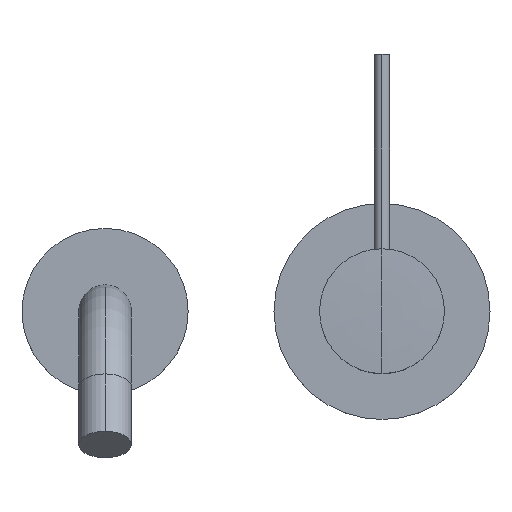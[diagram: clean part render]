
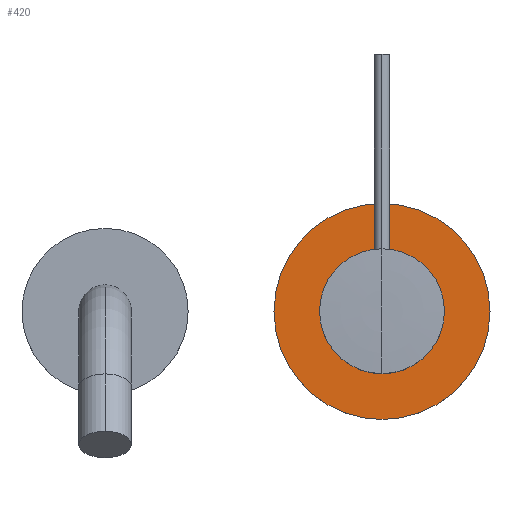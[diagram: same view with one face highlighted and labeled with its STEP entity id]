
A CAD part, top view. The second image highlights one B-rep face of the part: STEP entity #420.
In plain terms, the highlighted face is planar.
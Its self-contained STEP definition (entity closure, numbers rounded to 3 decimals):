
#144 = CARTESIAN_POINT ( 'NONE',  ( -39., 9., 0. ) ) ;
#174 = AXIS2_PLACEMENT_3D ( 'NONE', #144, #1317, #624 ) ;
#209 = AXIS2_PLACEMENT_3D ( 'NONE', #827, #594, #1314 ) ;
#420 = ADVANCED_FACE ( 'NONE', ( #1212 ), #991, .F. ) ;
#459 = ORIENTED_EDGE ( 'NONE', *, *, #1446, .F. ) ;
#525 = CIRCLE ( 'NONE', #209, 39. ) ;
#546 = DIRECTION ( 'NONE',  ( 0., 0., -1. ) ) ;
#594 = DIRECTION ( 'NONE',  ( 0., -1., 0. ) ) ;
#624 = DIRECTION ( 'NONE',  ( 0., 0., -1. ) ) ;
#716 = EDGE_CURVE ( 'NONE', #1209, #826, #525, .T. ) ;
#826 = VERTEX_POINT ( 'NONE', #983 ) ;
#827 = CARTESIAN_POINT ( 'NONE',  ( 0., 9., 0. ) ) ;
#929 = CARTESIAN_POINT ( 'NONE',  ( 0., 9., 0. ) ) ;
#942 = CIRCLE ( 'NONE', #1063, 39. ) ;
#983 = CARTESIAN_POINT ( 'NONE',  ( 0., 9., -39. ) ) ;
#991 = PLANE ( 'NONE',  #174 ) ;
#1063 = AXIS2_PLACEMENT_3D ( 'NONE', #929, #1256, #546 ) ;
#1078 = EDGE_LOOP ( 'NONE', ( #459, #1400 ) ) ;
#1136 = CARTESIAN_POINT ( 'NONE',  ( 0., 9., 39. ) ) ;
#1209 = VERTEX_POINT ( 'NONE', #1136 ) ;
#1212 = FACE_OUTER_BOUND ( 'NONE', #1078, .T. ) ;
#1256 = DIRECTION ( 'NONE',  ( 0., -1., 0. ) ) ;
#1314 = DIRECTION ( 'NONE',  ( 0., 0., -1. ) ) ;
#1317 = DIRECTION ( 'NONE',  ( 0., -1., 0. ) ) ;
#1400 = ORIENTED_EDGE ( 'NONE', *, *, #716, .F. ) ;
#1446 = EDGE_CURVE ( 'NONE', #826, #1209, #942, .T. ) ;
